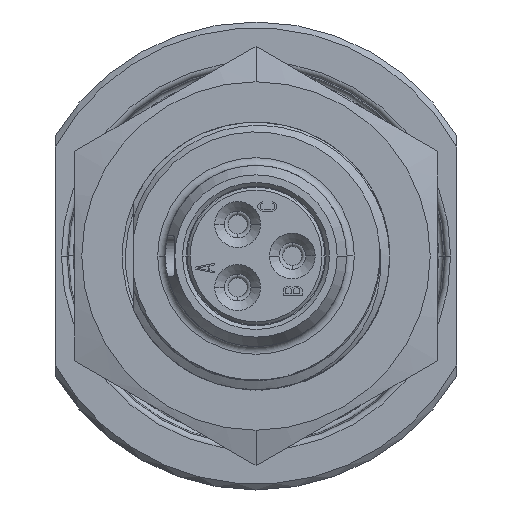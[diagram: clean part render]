
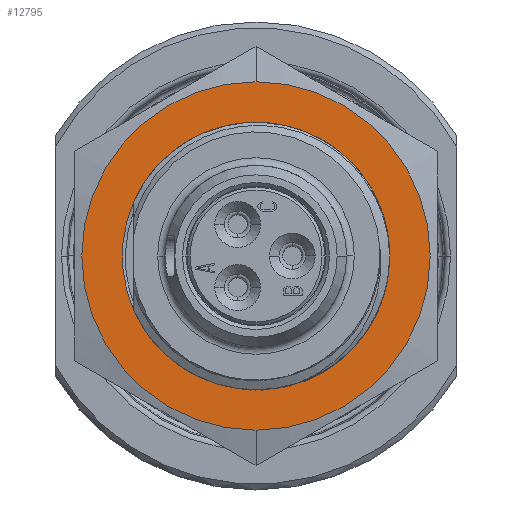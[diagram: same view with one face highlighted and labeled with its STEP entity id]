
A CAD part, left-side view. The second image highlights one B-rep face of the part: STEP entity #12795.
In plain terms, the highlighted planar face has unit normal (-1, 0, 0).
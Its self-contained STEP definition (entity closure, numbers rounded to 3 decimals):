
#1339=CARTESIAN_POINT('',(14.4,0.,0.));
#1340=DIRECTION('',(1.,0.,0.));
#1341=DIRECTION('',(0.,0.914,-0.405));
#1342=AXIS2_PLACEMENT_3D('',#1339,#1340,#1341);
#1368=CARTESIAN_POINT('',(14.4,0.,0.));
#1369=DIRECTION('',(1.,0.,0.));
#1370=DIRECTION('',(0.,-0.07,-0.998));
#1371=AXIS2_PLACEMENT_3D('',#1368,#1369,#1370);
#1373=CARTESIAN_POINT('',(14.4,0.,0.));
#1374=DIRECTION('',(-1.,0.,0.));
#1375=DIRECTION('',(0.,0.,1.));
#1376=AXIS2_PLACEMENT_3D('',#1373,#1374,#1375);
#1378=CARTESIAN_POINT('',(14.4,0.,0.));
#1379=DIRECTION('',(-1.,0.,0.));
#1380=DIRECTION('',(0.,0.,-1.));
#1381=AXIS2_PLACEMENT_3D('',#1378,#1379,#1380);
#1383=CARTESIAN_POINT('',(14.4,-6.706,-2.009));
#1384=CARTESIAN_POINT('',(14.4,-6.631,-2.277));
#1385=CARTESIAN_POINT('',(14.4,-6.449,-2.801));
#1386=CARTESIAN_POINT('',(14.4,-6.071,-3.565));
#1387=CARTESIAN_POINT('',(14.4,-5.6,-4.277));
#1388=CARTESIAN_POINT('',(14.4,-5.041,-4.928));
#1389=CARTESIAN_POINT('',(14.4,-4.405,-5.506));
#1390=CARTESIAN_POINT('',(14.4,-3.702,-6.));
#1391=CARTESIAN_POINT('',(14.4,-2.944,-6.402));
#1392=CARTESIAN_POINT('',(14.4,-2.146,-6.706));
#1393=CARTESIAN_POINT('',(14.4,-1.318,-6.906));
#1394=CARTESIAN_POINT('',(14.4,-0.766,-6.969));
#1395=CARTESIAN_POINT('',(14.4,-0.489,-6.983));
#2273=CARTESIAN_POINT('',(14.4,0.,0.));
#2274=DIRECTION('',(1.,0.,0.));
#2275=DIRECTION('',(0.,0.809,-0.588));
#2276=AXIS2_PLACEMENT_3D('',#2273,#2274,#2275);
#5602=CARTESIAN_POINT('',(14.4,0.,0.));
#5603=DIRECTION('',(1.,0.,0.));
#5604=DIRECTION('',(0.,0.914,0.405));
#5605=AXIS2_PLACEMENT_3D('',#5602,#5603,#5604);
#5646=CARTESIAN_POINT('',(14.4,0.,0.));
#5647=DIRECTION('',(1.,0.,0.));
#5648=DIRECTION('',(0.,0.809,0.588));
#5649=AXIS2_PLACEMENT_3D('',#5646,#5647,#5648);
#10213=CARTESIAN_POINT('',(14.4,0.,9.12));
#10215=VERTEX_POINT('',#10213);
#10217=CARTESIAN_POINT('',(14.4,0.,-9.12));
#10219=VERTEX_POINT('',#10217);
#10227=VERTEX_POINT('',#1383);
#10228=VERTEX_POINT('',#1395);
#10232=CARTESIAN_POINT('',(14.4,6.4,2.835));
#10233=CARTESIAN_POINT('',(14.4,5.663,4.115));
#10234=VERTEX_POINT('',#10232);
#10235=VERTEX_POINT('',#10233);
#10236=CARTESIAN_POINT('',(14.4,5.663,-4.114));
#10237=CARTESIAN_POINT('',(14.4,6.4,-2.835));
#10238=VERTEX_POINT('',#10236);
#10239=VERTEX_POINT('',#10237);
#12772=CARTESIAN_POINT('',(14.4,0.,0.));
#12773=DIRECTION('',(1.,0.,0.));
#12774=DIRECTION('',(0.,1.,0.));
#12775=AXIS2_PLACEMENT_3D('',#12772,#12773,#12774);
#12776=PLANE('338',#12775);
#12778=ORIENTED_EDGE('1214',*,*,#12777,.F.);
#12780=ORIENTED_EDGE('1215',*,*,#12779,.F.);
#12781=EDGE_LOOP('338',(#12778,#12780));
#12782=FACE_OUTER_BOUND('338',#12781,.F.);
#12783=ORIENTED_EDGE('1313',*,*,#12760,.F.);
#12785=ORIENTED_EDGE('1239',*,*,#12784,.F.);
#12786=ORIENTED_EDGE('1312',*,*,#12767,.F.);
#12788=ORIENTED_EDGE('1230',*,*,#12787,.F.);
#12790=ORIENTED_EDGE('1324',*,*,#12789,.F.);
#12792=ORIENTED_EDGE('1238',*,*,#12791,.F.);
#12793=EDGE_LOOP('338',(#12783,#12785,#12786,#12788,#12790,#12792));
#12794=FACE_BOUND('338',#12793,.F.);
#1343=CIRCLE('1313',#1342,7.);
#1372=CIRCLE('1312',#1371,7.);
#1377=CIRCLE('1214',#1376,9.12);
#1382=CIRCLE('1215',#1381,9.12);
#1396=B_SPLINE_CURVE_WITH_KNOTS('1230',3,(#1383,#1384,#1385,#1386,#1387,#1388,
#1389,#1390,#1391,#1392,#1393,#1394,#1395),.UNSPECIFIED.,.F.,.F.,(4,1,1,1,1,1,1,
1,1,1,4),(0.,0.1,0.2,0.3,0.4,0.5,0.6,0.7,0.8,0.9,1.),
.UNSPECIFIED.);
#2277=CIRCLE('1239',#2276,7.);
#5606=CIRCLE('1238',#5605,7.);
#5650=CIRCLE('1324',#5649,7.);
#12760=EDGE_CURVE('1313',#10239,#10234,#1343,.T.);
#12767=EDGE_CURVE('1312',#10228,#10238,#1372,.T.);
#12777=EDGE_CURVE('1214',#10215,#10219,#1377,.T.);
#12779=EDGE_CURVE('1215',#10219,#10215,#1382,.T.);
#12784=EDGE_CURVE('1239',#10238,#10239,#2277,.T.);
#12787=EDGE_CURVE('1230',#10227,#10228,#1396,.T.);
#12789=EDGE_CURVE('1324',#10235,#10227,#5650,.T.);
#12791=EDGE_CURVE('1238',#10234,#10235,#5606,.T.);
#12795=ADVANCED_FACE('338',(#12782,#12794),#12776,.F.);
